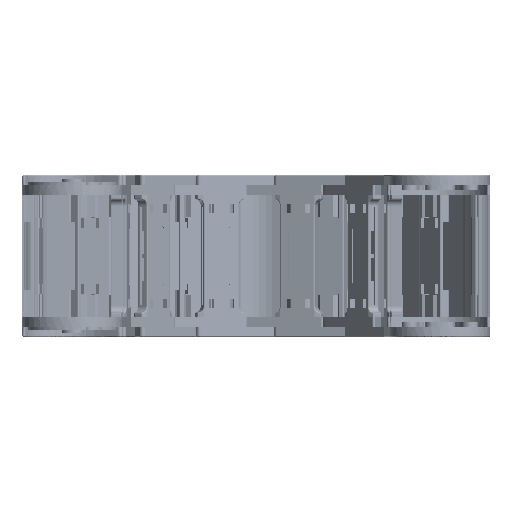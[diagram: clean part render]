
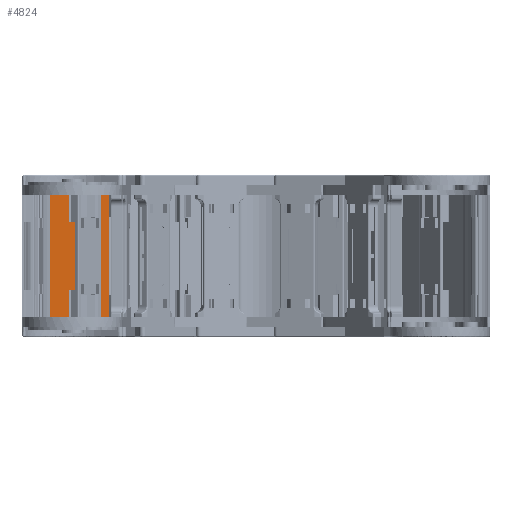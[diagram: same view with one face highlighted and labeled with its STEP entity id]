
A CAD part, left-side view. The second image highlights one B-rep face of the part: STEP entity #4824.
In plain terms, the highlighted face is planar.
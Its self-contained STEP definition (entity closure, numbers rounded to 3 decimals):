
#86 = VECTOR ( 'NONE', #6648, 1000. ) ;
#437 = VECTOR ( 'NONE', #10240, 1000. ) ;
#605 = LINE ( 'NONE', #31752, #4674 ) ;
#722 = CARTESIAN_POINT ( 'NONE',  ( 18.49, -39.416, -135.055 ) ) ;
#748 = DIRECTION ( 'NONE',  ( -1., 0., 0. ) ) ;
#980 = AXIS2_PLACEMENT_3D ( 'NONE', #27843, #36723, #16512 ) ;
#1175 = CARTESIAN_POINT ( 'NONE',  ( -13.51, -39.416, -159.805 ) ) ;
#1317 = ORIENTED_EDGE ( 'NONE', *, *, #26624, .T. ) ;
#1843 = EDGE_CURVE ( 'NONE', #21623, #17545, #27867, .T. ) ;
#2476 = VERTEX_POINT ( 'NONE', #34768 ) ;
#2796 = CARTESIAN_POINT ( 'NONE',  ( 43.49, -39.416, -83.799 ) ) ;
#3258 = CARTESIAN_POINT ( 'NONE',  ( 18.49, -39.416, -210.735 ) ) ;
#3488 = LINE ( 'NONE', #3258, #12242 ) ;
#3585 = ORIENTED_EDGE ( 'NONE', *, *, #10455, .F. ) ;
#3956 = CARTESIAN_POINT ( 'NONE',  ( 18.49, -39.416, -235.455 ) ) ;
#4360 = VERTEX_POINT ( 'NONE', #37362 ) ;
#4674 = VECTOR ( 'NONE', #38032, 1000. ) ;
#4824 = ADVANCED_FACE ( 'NONE', ( #19448 ), #24919, .F. ) ;
#5018 = VECTOR ( 'NONE', #26095, 1000. ) ;
#5764 = LINE ( 'NONE', #13575, #8043 ) ;
#6648 = DIRECTION ( 'NONE',  ( 0., 0., 1. ) ) ;
#7029 = ORIENTED_EDGE ( 'NONE', *, *, #36804, .T. ) ;
#7182 = DIRECTION ( 'NONE',  ( 1., 0., 0. ) ) ;
#7219 = VERTEX_POINT ( 'NONE', #27037 ) ;
#7771 = VECTOR ( 'NONE', #28799, 1000. ) ;
#7834 = EDGE_CURVE ( 'NONE', #7219, #28856, #22510, .T. ) ;
#8043 = VECTOR ( 'NONE', #7182, 1000. ) ;
#8675 = VERTEX_POINT ( 'NONE', #9895 ) ;
#9352 = VERTEX_POINT ( 'NONE', #3956 ) ;
#9895 = CARTESIAN_POINT ( 'NONE',  ( -13.51, -39.416, -135.055 ) ) ;
#9973 = DIRECTION ( 'NONE',  ( 1., 0., 0. ) ) ;
#10022 = DIRECTION ( 'NONE',  ( 0., 0., -1. ) ) ;
#10033 = CARTESIAN_POINT ( 'NONE',  ( -13.51, -39.416, -235.455 ) ) ;
#10240 = DIRECTION ( 'NONE',  ( 0., 0., 1. ) ) ;
#10455 = EDGE_CURVE ( 'NONE', #4360, #2476, #605, .T. ) ;
#10752 = VECTOR ( 'NONE', #27527, 1000. ) ;
#11699 = VECTOR ( 'NONE', #10022, 1000. ) ;
#12177 = VERTEX_POINT ( 'NONE', #18833 ) ;
#12242 = VECTOR ( 'NONE', #23749, 1000. ) ;
#12798 = CARTESIAN_POINT ( 'NONE',  ( -33.072, -39.416, -135.055 ) ) ;
#13575 = CARTESIAN_POINT ( 'NONE',  ( 24.49, -39.416, -212.735 ) ) ;
#14183 = LINE ( 'NONE', #25969, #7771 ) ;
#14225 = CARTESIAN_POINT ( 'NONE',  ( -13.51, -39.416, -157.805 ) ) ;
#14459 = LINE ( 'NONE', #1175, #11699 ) ;
#15121 = VERTEX_POINT ( 'NONE', #33912 ) ;
#15634 = CARTESIAN_POINT ( 'NONE',  ( -33.072, -39.416, -83.799 ) ) ;
#15898 = VECTOR ( 'NONE', #9973, 1000. ) ;
#16039 = LINE ( 'NONE', #2796, #5018 ) ;
#16512 = DIRECTION ( 'NONE',  ( -1., 0., 0. ) ) ;
#17545 = VERTEX_POINT ( 'NONE', #35104 ) ;
#18362 = CARTESIAN_POINT ( 'NONE',  ( 24.49, -39.416, -235.455 ) ) ;
#18833 = CARTESIAN_POINT ( 'NONE',  ( -13.51, -39.416, -212.735 ) ) ;
#19292 = ORIENTED_EDGE ( 'NONE', *, *, #7834, .T. ) ;
#19448 = FACE_OUTER_BOUND ( 'NONE', #23865, .T. ) ;
#19496 = ORIENTED_EDGE ( 'NONE', *, *, #37435, .T. ) ;
#19866 = ORIENTED_EDGE ( 'NONE', *, *, #28541, .T. ) ;
#19979 = EDGE_CURVE ( 'NONE', #17545, #2476, #25833, .T. ) ;
#20126 = ORIENTED_EDGE ( 'NONE', *, *, #1843, .T. ) ;
#20425 = VECTOR ( 'NONE', #748, 1000. ) ;
#21623 = VERTEX_POINT ( 'NONE', #14225 ) ;
#21815 = CARTESIAN_POINT ( 'NONE',  ( 18.49, -39.416, -212.735 ) ) ;
#22510 = LINE ( 'NONE', #15634, #437 ) ;
#23749 = DIRECTION ( 'NONE',  ( 0., 0., 1. ) ) ;
#23865 = EDGE_LOOP ( 'NONE', ( #32939, #35195, #19496, #33972, #1317, #7029, #19292, #32095, #19866, #20126, #36212, #3585 ) ) ;
#24919 = PLANE ( 'NONE',  #980 ) ;
#25042 = LINE ( 'NONE', #18362, #20425 ) ;
#25664 = EDGE_CURVE ( 'NONE', #12177, #27475, #5764, .T. ) ;
#25833 = LINE ( 'NONE', #722, #86 ) ;
#25969 = CARTESIAN_POINT ( 'NONE',  ( 24.49, -39.416, -135.055 ) ) ;
#26095 = DIRECTION ( 'NONE',  ( 0., 0., -1. ) ) ;
#26624 = EDGE_CURVE ( 'NONE', #12177, #30429, #37007, .T. ) ;
#27037 = CARTESIAN_POINT ( 'NONE',  ( -33.072, -39.416, -235.455 ) ) ;
#27042 = EDGE_CURVE ( 'NONE', #15121, #9352, #25042, .T. ) ;
#27475 = VERTEX_POINT ( 'NONE', #21815 ) ;
#27527 = DIRECTION ( 'NONE',  ( 0., 0., -1. ) ) ;
#27591 = CARTESIAN_POINT ( 'NONE',  ( 4.49, -39.416, -157.805 ) ) ;
#27843 = CARTESIAN_POINT ( 'NONE',  ( 24.49, -39.416, -83.799 ) ) ;
#27867 = LINE ( 'NONE', #27591, #15898 ) ;
#28541 = EDGE_CURVE ( 'NONE', #8675, #21623, #14459, .T. ) ;
#28799 = DIRECTION ( 'NONE',  ( -1., 0., 0. ) ) ;
#28856 = VERTEX_POINT ( 'NONE', #12798 ) ;
#29699 = VECTOR ( 'NONE', #34726, 1000. ) ;
#30429 = VERTEX_POINT ( 'NONE', #33041 ) ;
#31752 = CARTESIAN_POINT ( 'NONE',  ( 24.49, -39.416, -135.055 ) ) ;
#32095 = ORIENTED_EDGE ( 'NONE', *, *, #33657, .F. ) ;
#32939 = ORIENTED_EDGE ( 'NONE', *, *, #33600, .T. ) ;
#33041 = CARTESIAN_POINT ( 'NONE',  ( -13.51, -39.416, -235.455 ) ) ;
#33600 = EDGE_CURVE ( 'NONE', #4360, #15121, #16039, .T. ) ;
#33657 = EDGE_CURVE ( 'NONE', #8675, #28856, #14183, .T. ) ;
#33912 = CARTESIAN_POINT ( 'NONE',  ( 43.49, -39.416, -235.455 ) ) ;
#33972 = ORIENTED_EDGE ( 'NONE', *, *, #25664, .F. ) ;
#34726 = DIRECTION ( 'NONE',  ( -1., 0., 0. ) ) ;
#34768 = CARTESIAN_POINT ( 'NONE',  ( 18.49, -39.416, -135.055 ) ) ;
#35104 = CARTESIAN_POINT ( 'NONE',  ( 18.49, -39.416, -157.805 ) ) ;
#35195 = ORIENTED_EDGE ( 'NONE', *, *, #27042, .T. ) ;
#36212 = ORIENTED_EDGE ( 'NONE', *, *, #19979, .T. ) ;
#36723 = DIRECTION ( 'NONE',  ( 0., -1., 0. ) ) ;
#36804 = EDGE_CURVE ( 'NONE', #30429, #7219, #37500, .T. ) ;
#37007 = LINE ( 'NONE', #10033, #10752 ) ;
#37362 = CARTESIAN_POINT ( 'NONE',  ( 43.49, -39.416, -135.055 ) ) ;
#37435 = EDGE_CURVE ( 'NONE', #9352, #27475, #3488, .T. ) ;
#37500 = LINE ( 'NONE', #37548, #29699 ) ;
#37548 = CARTESIAN_POINT ( 'NONE',  ( 24.49, -39.416, -235.455 ) ) ;
#38032 = DIRECTION ( 'NONE',  ( -1., 0., 0. ) ) ;
